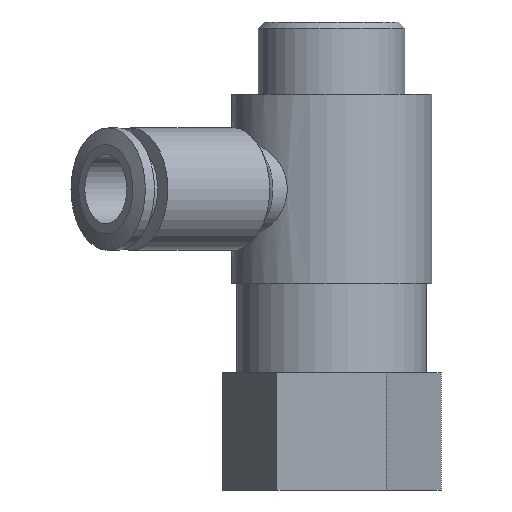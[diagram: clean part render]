
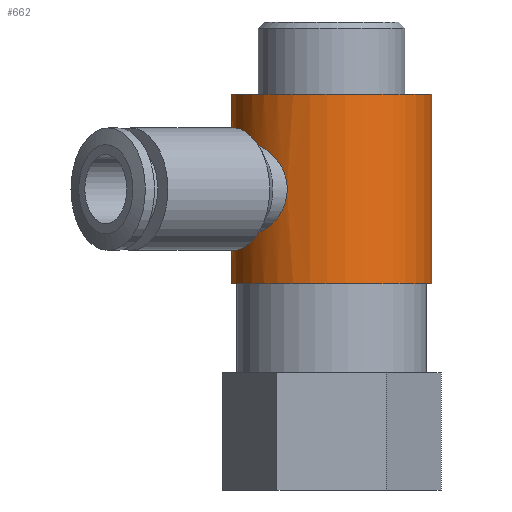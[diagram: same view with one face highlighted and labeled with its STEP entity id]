
A CAD part, front view. The second image highlights one B-rep face of the part: STEP entity #662.
In plain terms, the highlighted cylindrical face has radius 9 mm (diameter 18 mm), a full revolution.
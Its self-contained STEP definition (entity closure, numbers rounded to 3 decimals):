
#19=B_SPLINE_CURVE_WITH_KNOTS('',3,(#1038,#1039,#1040,#1041,#1042,#1043,
#1044,#1045,#1046,#1047,#1048,#1049,#1050,#1051,#1052,#1053,#1054,#1055,
#1056),.UNSPECIFIED.,.T.,.F.,(1,1,1,1,1,1,1,1,1,1,1,1,1,1,1,1,1,1,1,1,1,
1,1),(-0.005,-0.003,-0.002,0.,
0.002,0.003,0.005,0.006,
0.008,0.009,0.011,0.013,
0.014,0.016,0.017,0.019,
0.021,0.022,0.024,0.025,
0.027,0.028,0.03),.UNSPECIFIED.);
#198=ORIENTED_EDGE('',*,*,#257,.T.);
#199=ORIENTED_EDGE('',*,*,#259,.T.);
#200=ORIENTED_EDGE('',*,*,#263,.F.);
#257=EDGE_CURVE('',#299,#299,#329,.T.);
#259=EDGE_CURVE('',#301,#301,#331,.T.);
#263=EDGE_CURVE('',#305,#305,#19,.T.);
#299=VERTEX_POINT('',#1011);
#301=VERTEX_POINT('',#1016);
#305=VERTEX_POINT('',#1057);
#329=CIRCLE('',#726,9.);
#331=CIRCLE('',#729,9.);
#384=EDGE_LOOP('',(#198));
#385=EDGE_LOOP('',(#199));
#386=EDGE_LOOP('',(#200));
#446=FACE_BOUND('',#384,.T.);
#447=FACE_BOUND('',#385,.T.);
#448=FACE_BOUND('',#386,.T.);
#468=CYLINDRICAL_SURFACE('',#736,9.);
#662=ADVANCED_FACE('',(#446,#447,#448),#468,.T.);
#726=AXIS2_PLACEMENT_3D('',#1010,#865,#866);
#729=AXIS2_PLACEMENT_3D('',#1015,#871,#872);
#736=AXIS2_PLACEMENT_3D('',#1037,#885,#886);
#865=DIRECTION('',(0.,0.,-1.));
#866=DIRECTION('',(-1.,0.,0.));
#871=DIRECTION('',(0.,0.,1.));
#872=DIRECTION('',(-1.,0.,0.));
#885=DIRECTION('',(0.,0.,1.));
#886=DIRECTION('',(-1.,0.,0.));
#1010=CARTESIAN_POINT('',(0.,0.,8.5));
#1011=CARTESIAN_POINT('',(-9.,0.,8.5));
#1015=CARTESIAN_POINT('',(0.,0.,-8.5));
#1016=CARTESIAN_POINT('',(-9.,0.,-8.5));
#1037=CARTESIAN_POINT('',(0.,0.,0.));
#1038=CARTESIAN_POINT('',(-3.782,8.175,-1.594));
#1039=CARTESIAN_POINT('',(-4.109,8.006,0.001));
#1040=CARTESIAN_POINT('',(-3.783,8.175,1.589));
#1041=CARTESIAN_POINT('',(-2.901,8.546,2.897));
#1042=CARTESIAN_POINT('',(-1.593,8.9,3.782));
#1043=CARTESIAN_POINT('',(-0.008,9.049,4.108));
#1044=CARTESIAN_POINT('',(1.586,8.902,3.786));
#1045=CARTESIAN_POINT('',(2.899,8.547,2.899));
#1046=CARTESIAN_POINT('',(3.781,8.176,1.596));
#1047=CARTESIAN_POINT('',(4.109,8.006,0.002));
#1048=CARTESIAN_POINT('',(3.784,8.174,-1.588));
#1049=CARTESIAN_POINT('',(2.902,8.546,-2.896));
#1050=CARTESIAN_POINT('',(1.594,8.9,-3.782));
#1051=CARTESIAN_POINT('',(0.008,9.05,-4.108));
#1052=CARTESIAN_POINT('',(-1.587,8.902,-3.786));
#1053=CARTESIAN_POINT('',(-2.9,8.547,-2.898));
#1054=CARTESIAN_POINT('',(-3.782,8.175,-1.594));
#1055=CARTESIAN_POINT('',(-4.109,8.006,0.001));
#1056=CARTESIAN_POINT('',(-3.783,8.175,1.589));
#1057=CARTESIAN_POINT('',(-4.,8.062,0.));
